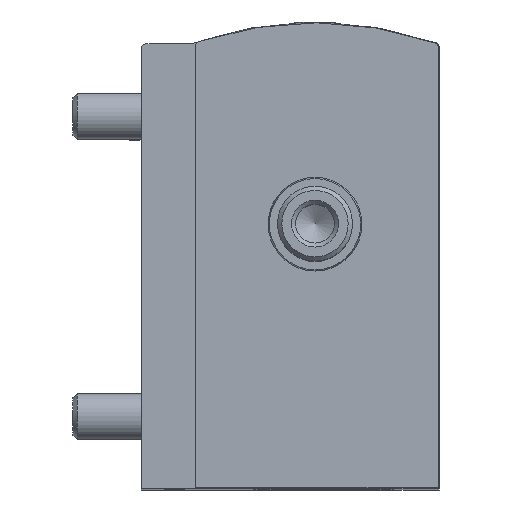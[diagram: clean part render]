
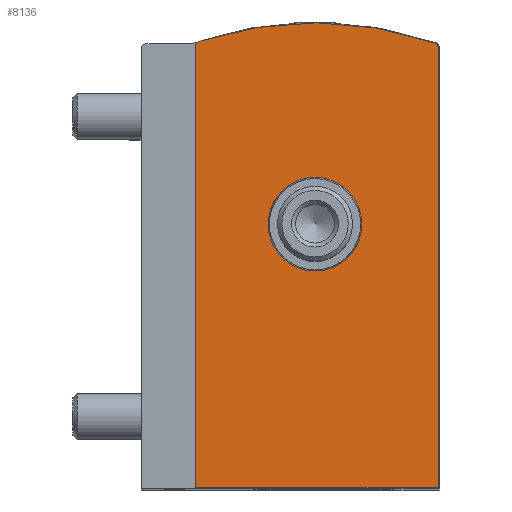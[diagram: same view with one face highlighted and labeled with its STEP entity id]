
A CAD part, top view. The second image highlights one B-rep face of the part: STEP entity #8136.
In plain terms, the highlighted planar face has unit normal (0, 0, 1).
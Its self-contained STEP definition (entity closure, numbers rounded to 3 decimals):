
#99=PLANE('',#8652);
#459=LINE('',#11515,#987);
#461=LINE('',#11519,#989);
#471=LINE('',#11566,#999);
#987=VECTOR('',#9569,1000.);
#989=VECTOR('',#9573,1000.);
#999=VECTOR('',#9619,1000.);
#1717=ORIENTED_EDGE('',*,*,#3307,.T.);
#1718=ORIENTED_EDGE('',*,*,#3274,.T.);
#1719=ORIENTED_EDGE('',*,*,#3276,.T.);
#1720=ORIENTED_EDGE('',*,*,#3278,.T.);
#1721=ORIENTED_EDGE('',*,*,#3305,.T.);
#1722=ORIENTED_EDGE('',*,*,#3306,.T.);
#1723=ORIENTED_EDGE('',*,*,#3031,.T.);
#3031=EDGE_CURVE('',#3855,#3854,#4419,.T.);
#3274=EDGE_CURVE('',#3854,#4074,#4524,.T.);
#3276=EDGE_CURVE('',#4074,#4075,#459,.T.);
#3278=EDGE_CURVE('',#4075,#4076,#461,.T.);
#3305=EDGE_CURVE('',#4076,#4095,#471,.T.);
#3306=EDGE_CURVE('',#4095,#3855,#4542,.T.);
#3307=EDGE_CURVE('',#4096,#4096,#4543,.T.);
#3854=VERTEX_POINT('',#10995);
#3855=VERTEX_POINT('',#10997);
#4074=VERTEX_POINT('',#11510);
#4075=VERTEX_POINT('',#11514);
#4076=VERTEX_POINT('',#11518);
#4095=VERTEX_POINT('',#11565);
#4096=VERTEX_POINT('',#11571);
#4419=CIRCLE('',#8490,39.5);
#4524=CIRCLE('',#8629,0.5);
#4542=CIRCLE('',#8651,0.5);
#4543=CIRCLE('',#8653,5.);
#4762=EDGE_LOOP('',(#1717));
#4763=EDGE_LOOP('',(#1718,#1719,#1720,#1721,#1722,#1723));
#5250=FACE_BOUND('',#4762,.T.);
#5251=FACE_BOUND('',#4763,.T.);
#8136=ADVANCED_FACE('',(#5250,#5251),#99,.T.);
#8490=AXIS2_PLACEMENT_3D('',#10996,#9154,#9155);
#8629=AXIS2_PLACEMENT_3D('',#11511,#9564,#9565);
#8651=AXIS2_PLACEMENT_3D('',#11568,#9622,#9623);
#8652=AXIS2_PLACEMENT_3D('',#11569,#9624,#9625);
#8653=AXIS2_PLACEMENT_3D('',#11570,#9626,#9627);
#9154=DIRECTION('',(0.,0.,1.));
#9155=DIRECTION('',(1.,0.,0.));
#9564=DIRECTION('',(0.,0.,1.));
#9565=DIRECTION('',(1.,0.,0.));
#9569=DIRECTION('',(0.,-1.,0.));
#9573=DIRECTION('',(1.,0.,0.));
#9619=DIRECTION('',(0.,1.,0.));
#9622=DIRECTION('',(0.,0.,1.));
#9623=DIRECTION('',(1.,0.,0.));
#9624=DIRECTION('',(0.,0.,1.));
#9625=DIRECTION('',(1.,0.,0.));
#9626=DIRECTION('',(0.,0.,-1.));
#9627=DIRECTION('',(-1.,0.,0.));
#10995=CARTESIAN_POINT('',(-12.407,47.701,65.8));
#10996=CARTESIAN_POINT('',(0.,10.2,65.8));
#10997=CARTESIAN_POINT('',(12.812,47.564,65.8));
#11510=CARTESIAN_POINT('',(-12.75,47.226,65.8));
#11511=CARTESIAN_POINT('',(-12.25,47.226,65.8));
#11514=CARTESIAN_POINT('',(-12.75,0.1,65.8));
#11515=CARTESIAN_POINT('',(-12.75,47.226,65.8));
#11518=CARTESIAN_POINT('',(13.15,0.1,65.8));
#11519=CARTESIAN_POINT('',(-12.75,0.1,65.8));
#11565=CARTESIAN_POINT('',(13.15,47.091,65.8));
#11566=CARTESIAN_POINT('',(13.15,0.1,65.8));
#11568=CARTESIAN_POINT('',(12.65,47.091,65.8));
#11569=CARTESIAN_POINT('',(-12.25,47.226,65.8));
#11570=CARTESIAN_POINT('',(0.,28.2,65.8));
#11571=CARTESIAN_POINT('',(-5.,28.2,65.8));
